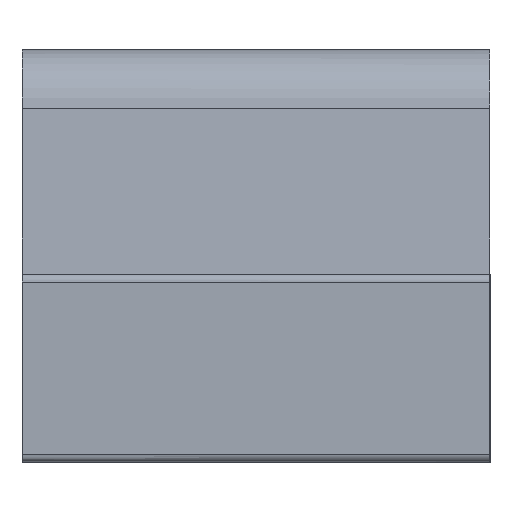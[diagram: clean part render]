
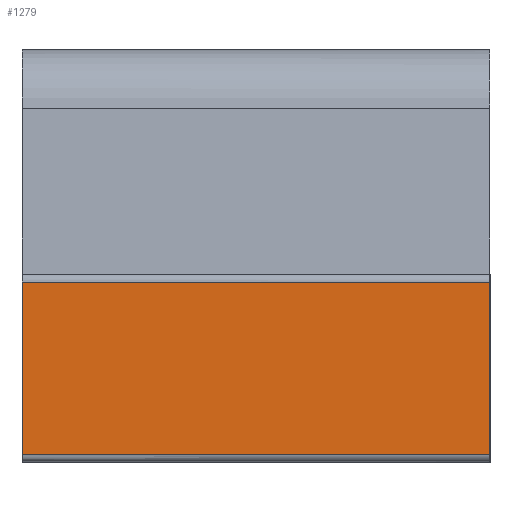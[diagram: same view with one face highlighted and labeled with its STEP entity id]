
A CAD part, left-side view. The second image highlights one B-rep face of the part: STEP entity #1279.
In plain terms, the highlighted planar face has unit normal (-1, 0, 0).
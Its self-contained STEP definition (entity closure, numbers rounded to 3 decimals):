
#36 = LINE ( 'NONE', #2354, #1840 ) ;
#88 = VECTOR ( 'NONE', #2052, 1000. ) ;
#93 = DIRECTION ( 'NONE',  ( 0., 0., 1. ) ) ;
#236 = VECTOR ( 'NONE', #351, 1000. ) ;
#324 = ORIENTED_EDGE ( 'NONE', *, *, #2432, .F. ) ;
#351 = DIRECTION ( 'NONE',  ( 0., -1., 0. ) ) ;
#520 = CARTESIAN_POINT ( 'NONE',  ( -1.001, -0.625, 0.48 ) ) ;
#522 = EDGE_CURVE ( 'NONE', #985, #1822, #36, .T. ) ;
#660 = EDGE_LOOP ( 'NONE', ( #738, #2064, #668, #324 ) ) ;
#668 = ORIENTED_EDGE ( 'NONE', *, *, #1145, .T. ) ;
#738 = ORIENTED_EDGE ( 'NONE', *, *, #522, .F. ) ;
#772 = LINE ( 'NONE', #520, #236 ) ;
#814 = VECTOR ( 'NONE', #2477, 1000. ) ;
#985 = VERTEX_POINT ( 'NONE', #2208 ) ;
#1009 = DIRECTION ( 'NONE',  ( 0., 0., 1. ) ) ;
#1145 = EDGE_CURVE ( 'NONE', #1950, #1221, #2092, .T. ) ;
#1221 = VERTEX_POINT ( 'NONE', #2069 ) ;
#1261 = EDGE_CURVE ( 'NONE', #1950, #985, #2484, .T. ) ;
#1279 = ADVANCED_FACE ( 'NONE', ( #2055 ), #2097, .T. ) ;
#1522 = CARTESIAN_POINT ( 'NONE',  ( -1.001, -0.625, 0.02 ) ) ;
#1676 = CARTESIAN_POINT ( 'NONE',  ( -1.001, 0.625, 0.48 ) ) ;
#1822 = VERTEX_POINT ( 'NONE', #1676 ) ;
#1840 = VECTOR ( 'NONE', #1009, 1000. ) ;
#1950 = VERTEX_POINT ( 'NONE', #1522 ) ;
#2052 = DIRECTION ( 'NONE',  ( 0., 0., 1. ) ) ;
#2055 = FACE_OUTER_BOUND ( 'NONE', #660, .T. ) ;
#2059 = DIRECTION ( 'NONE',  ( -1., 0., 0. ) ) ;
#2062 = AXIS2_PLACEMENT_3D ( 'NONE', #2089, #2059, #93 ) ;
#2064 = ORIENTED_EDGE ( 'NONE', *, *, #1261, .F. ) ;
#2069 = CARTESIAN_POINT ( 'NONE',  ( -1.001, -0.625, 0.48 ) ) ;
#2089 = CARTESIAN_POINT ( 'NONE',  ( -1.001, -0.625, 0.02 ) ) ;
#2092 = LINE ( 'NONE', #2226, #88 ) ;
#2097 = PLANE ( 'NONE',  #2062 ) ;
#2208 = CARTESIAN_POINT ( 'NONE',  ( -1.001, 0.625, 0.02 ) ) ;
#2226 = CARTESIAN_POINT ( 'NONE',  ( -1.001, -0.625, 0. ) ) ;
#2354 = CARTESIAN_POINT ( 'NONE',  ( -1.001, 0.625, 0. ) ) ;
#2432 = EDGE_CURVE ( 'NONE', #1822, #1221, #772, .T. ) ;
#2453 = CARTESIAN_POINT ( 'NONE',  ( -1.001, -0.625, 0.02 ) ) ;
#2477 = DIRECTION ( 'NONE',  ( 0., 1., 0. ) ) ;
#2484 = LINE ( 'NONE', #2453, #814 ) ;
